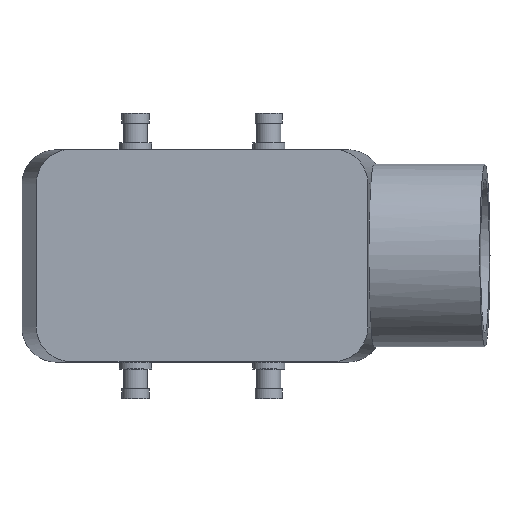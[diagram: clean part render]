
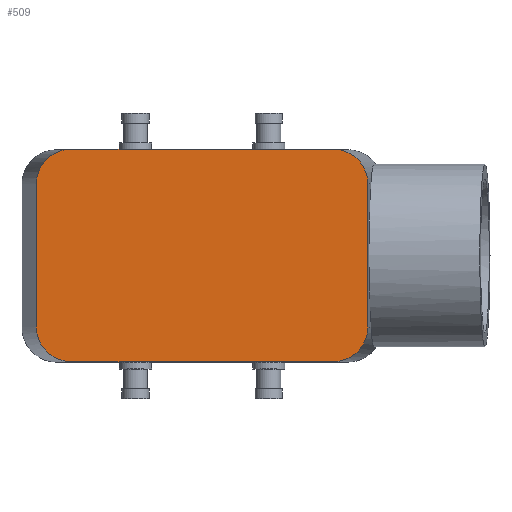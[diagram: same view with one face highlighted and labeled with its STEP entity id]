
A CAD part, top view. The second image highlights one B-rep face of the part: STEP entity #509.
In plain terms, the highlighted planar face has unit normal (0, 0, 1).
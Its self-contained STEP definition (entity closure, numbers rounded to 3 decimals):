
#509 = ADVANCED_FACE( '', ( #1070 ), #1071, .T. );
#1070 = FACE_OUTER_BOUND( '', #1650, .T. );
#1071 = PLANE( '', #1651 );
#1650 = EDGE_LOOP( '', ( #3085, #3086, #3087, #3088, #3089, #3090, #3091, #3092 ) );
#1651 = AXIS2_PLACEMENT_3D( '', #3093, #3094, #3095 );
#3085 = ORIENTED_EDGE( '', *, *, #3829, .T. );
#3086 = ORIENTED_EDGE( '', *, *, #3762, .T. );
#3087 = ORIENTED_EDGE( '', *, *, #3702, .F. );
#3088 = ORIENTED_EDGE( '', *, *, #3595, .F. );
#3089 = ORIENTED_EDGE( '', *, *, #3746, .T. );
#3090 = ORIENTED_EDGE( '', *, *, #3639, .F. );
#3091 = ORIENTED_EDGE( '', *, *, #3538, .F. );
#3092 = ORIENTED_EDGE( '', *, *, #3604, .T. );
#3093 = CARTESIAN_POINT( '', ( -33.6, 0., 72. ) );
#3094 = DIRECTION( '', ( 0., 0., 1. ) );
#3095 = DIRECTION( '', ( 1., 0., 0. ) );
#3538 = EDGE_CURVE( '', #4290, #4285, #4292, .T. );
#3595 = EDGE_CURVE( '', #4372, #4374, #4375, .T. );
#3604 = EDGE_CURVE( '', #4290, #4383, #4385, .T. );
#3639 = EDGE_CURVE( '', #4285, #4435, #4436, .T. );
#3702 = EDGE_CURVE( '', #4374, #4506, #4518, .T. );
#3746 = EDGE_CURVE( '', #4372, #4435, #4573, .T. );
#3762 = EDGE_CURVE( '', #4589, #4506, #4591, .T. );
#3829 = EDGE_CURVE( '', #4383, #4589, #4664, .T. );
#4285 = VERTEX_POINT( '', #5504 );
#4290 = VERTEX_POINT( '', #5513 );
#4292 = ELLIPSE( '', #5516, 7.011, 7. );
#4372 = VERTEX_POINT( '', #5630 );
#4374 = VERTEX_POINT( '', #5633 );
#4375 = LINE( '', #5634, #5635 );
#4383 = VERTEX_POINT( '', #5647 );
#4385 = LINE( '', #5650, #5651 );
#4435 = VERTEX_POINT( '', #5741 );
#4436 = LINE( '', #5742, #5743 );
#4506 = VERTEX_POINT( '', #5845 );
#4518 = ELLIPSE( '', #5865, 7.011, 7. );
#4573 = ELLIPSE( '', #5955, 7.011, 7. );
#4589 = VERTEX_POINT( '', #6000 );
#4591 = LINE( '', #6003, #6004 );
#4664 = ELLIPSE( '', #6100, 7.011, 7. );
#5504 = CARTESIAN_POINT( '', ( -26.589, 21.5, 72. ) );
#5513 = CARTESIAN_POINT( '', ( -33.6, 14.5, 72. ) );
#5516 = AXIS2_PLACEMENT_3D( '', #6415, #6416, #6417 );
#5630 = CARTESIAN_POINT( '', ( 33.6, 14.5, 72. ) );
#5633 = CARTESIAN_POINT( '', ( 33.6, -14.5, 72. ) );
#5634 = CARTESIAN_POINT( '', ( 33.6, 0., 72. ) );
#5635 = VECTOR( '', #6462, 1000. );
#5647 = CARTESIAN_POINT( '', ( -33.6, -14.5, 72. ) );
#5650 = CARTESIAN_POINT( '', ( -33.6, 0., 72. ) );
#5651 = VECTOR( '', #6468, 1000. );
#5741 = CARTESIAN_POINT( '', ( 26.589, 21.5, 72. ) );
#5742 = CARTESIAN_POINT( '', ( -33.6, 21.5, 72. ) );
#5743 = VECTOR( '', #6500, 1000. );
#5845 = CARTESIAN_POINT( '', ( 26.589, -21.5, 72. ) );
#5865 = AXIS2_PLACEMENT_3D( '', #6552, #6553, #6554 );
#5955 = AXIS2_PLACEMENT_3D( '', #6597, #6598, #6599 );
#6000 = CARTESIAN_POINT( '', ( -26.589, -21.5, 72. ) );
#6003 = CARTESIAN_POINT( '', ( -33.6, -21.5, 72. ) );
#6004 = VECTOR( '', #6613, 1000. );
#6100 = AXIS2_PLACEMENT_3D( '', #6643, #6644, #6645 );
#6415 = CARTESIAN_POINT( '', ( -26.589, 14.5, 72. ) );
#6416 = DIRECTION( '', ( 0., 0., -1. ) );
#6417 = DIRECTION( '', ( -1., 0., 0. ) );
#6462 = DIRECTION( '', ( 0., -1., 0. ) );
#6468 = DIRECTION( '', ( 0., -1., 0. ) );
#6500 = DIRECTION( '', ( 1., 0., 0. ) );
#6552 = CARTESIAN_POINT( '', ( 26.589, -14.5, 72. ) );
#6553 = DIRECTION( '', ( 0., 0., -1. ) );
#6554 = DIRECTION( '', ( 1., 0., 0. ) );
#6597 = CARTESIAN_POINT( '', ( 26.589, 14.5, 72. ) );
#6598 = DIRECTION( '', ( 0., 0., 1. ) );
#6599 = DIRECTION( '', ( 1., 0., 0. ) );
#6613 = DIRECTION( '', ( 1., 0., 0. ) );
#6643 = CARTESIAN_POINT( '', ( -26.589, -14.5, 72. ) );
#6644 = DIRECTION( '', ( 0., 0., 1. ) );
#6645 = DIRECTION( '', ( -1., 0., 0. ) );
